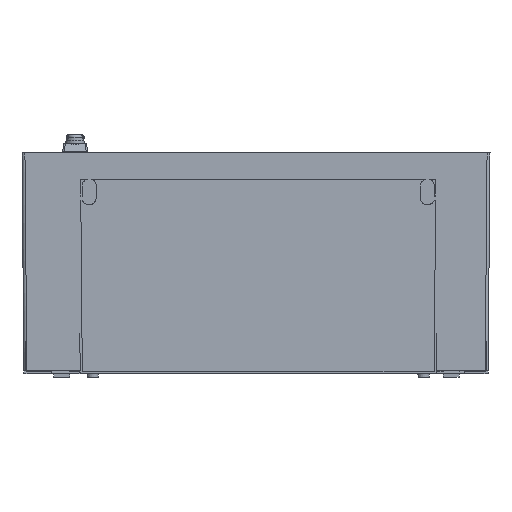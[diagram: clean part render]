
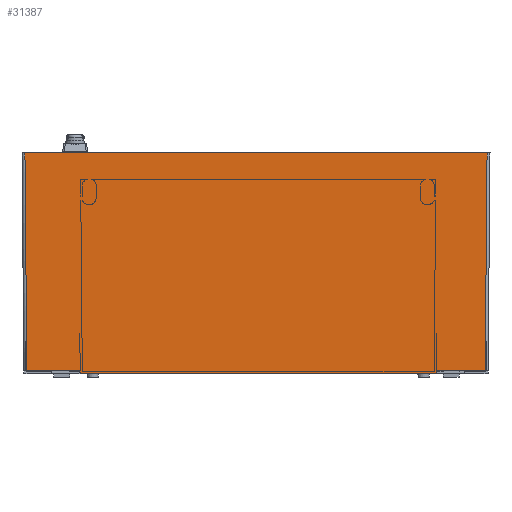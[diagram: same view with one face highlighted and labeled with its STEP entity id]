
A CAD part, front view. The second image highlights one B-rep face of the part: STEP entity #31387.
In plain terms, the highlighted planar face has unit normal (0, -1, -0.009).
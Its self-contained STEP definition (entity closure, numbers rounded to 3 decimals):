
#351=DIRECTION('',(-1.,0.,0.));
#352=VECTOR('',#351,484.203);
#353=CARTESIAN_POINT('',(245.1,-420.882,-300.));
#354=LINE('',#353,#352);
#1151=CARTESIAN_POINT('',(-311.677,-420.917,-296.));
#1204=CARTESIAN_POINT('',(314.26,-423.5,0.));
#1209=DIRECTION('',(-1.,0.,0.));
#1210=VECTOR('',#1209,628.52);
#1211=CARTESIAN_POINT('',(314.26,-423.5,0.));
#1212=LINE('',#1211,#1210);
#16654=DIRECTION('',(0.009,0.009,-1.));
#16655=VECTOR('',#16654,296.023);
#16656=CARTESIAN_POINT('',(-314.26,-423.5,0.));
#16657=LINE('',#16656,#16655);
#16661=DIRECTION('',(-0.009,0.009,-1.));
#16662=VECTOR('',#16661,296.023);
#16663=CARTESIAN_POINT('',(314.26,-423.5,0.));
#16664=LINE('',#16663,#16662);
#16668=DIRECTION('',(-1.,0.,0.));
#16669=VECTOR('',#16668,66.543);
#16670=CARTESIAN_POINT('',(311.677,-420.917,-296.));
#16671=LINE('',#16670,#16669);
#16675=DIRECTION('',(0.009,-0.009,1.));
#16676=VECTOR('',#16675,4.);
#16677=CARTESIAN_POINT('',(245.1,-420.882,-300.));
#16678=LINE('',#16677,#16676);
#16682=DIRECTION('',(-0.009,-0.009,1.));
#16683=VECTOR('',#16682,4.);
#16684=CARTESIAN_POINT('',(-239.104,-420.882,-300.));
#16685=LINE('',#16684,#16683);
#16689=DIRECTION('',(1.,0.,0.));
#16690=VECTOR('',#16689,72.539);
#16691=CARTESIAN_POINT('',(-311.677,-420.917,-296.));
#16692=LINE('',#16691,#16690);
#18497=CARTESIAN_POINT('',(-239.104,-420.882,-300.));
#18498=CARTESIAN_POINT('',(-239.138,-420.917,-296.));
#18499=VERTEX_POINT('',#18497);
#18500=VERTEX_POINT('',#18498);
#18597=CARTESIAN_POINT('',(245.1,-420.882,-300.));
#18598=CARTESIAN_POINT('',(245.134,-420.917,-296.));
#18599=VERTEX_POINT('',#18597);
#18600=VERTEX_POINT('',#18598);
#20621=VERTEX_POINT('',#1204);
#20622=CARTESIAN_POINT('',(311.677,-420.917,-296.));
#20623=VERTEX_POINT('',#20622);
#20630=VERTEX_POINT('',#1151);
#20631=CARTESIAN_POINT('',(-314.26,-423.5,0.));
#20632=VERTEX_POINT('',#20631);
#31370=CARTESIAN_POINT('',(329.115,-423.5,0.));
#31371=DIRECTION('',(0.,1.,0.009));
#31372=DIRECTION('',(-1.,0.,0.));
#31373=AXIS2_PLACEMENT_3D('',#31370,#31371,#31372);
#31374=PLANE('',#31373);
#31375=ORIENTED_EDGE('',*,*,#21976,.F.);
#31376=ORIENTED_EDGE('',*,*,#21994,.F.);
#31378=ORIENTED_EDGE('',*,*,#31377,.T.);
#31379=ORIENTED_EDGE('',*,*,#31335,.T.);
#31380=ORIENTED_EDGE('',*,*,#31352,.F.);
#31381=ORIENTED_EDGE('',*,*,#21042,.T.);
#31383=ORIENTED_EDGE('',*,*,#31382,.T.);
#31384=ORIENTED_EDGE('',*,*,#21955,.F.);
#31385=EDGE_LOOP('',(#31375,#31376,#31378,#31379,#31380,#31381,#31383,#31384));
#31386=FACE_OUTER_BOUND('',#31385,.F.);
#21042=EDGE_CURVE('',#18599,#18499,#354,.T.);
#21955=EDGE_CURVE('',#20630,#18500,#16692,.T.);
#21976=EDGE_CURVE('',#20632,#20630,#16657,.T.);
#21994=EDGE_CURVE('',#20621,#20632,#1212,.T.);
#31335=EDGE_CURVE('',#20623,#18600,#16671,.T.);
#31352=EDGE_CURVE('',#18599,#18600,#16678,.T.);
#31377=EDGE_CURVE('',#20621,#20623,#16664,.T.);
#31382=EDGE_CURVE('',#18499,#18500,#16685,.T.);
#31387=ADVANCED_FACE('',(#31386),#31374,.F.);
